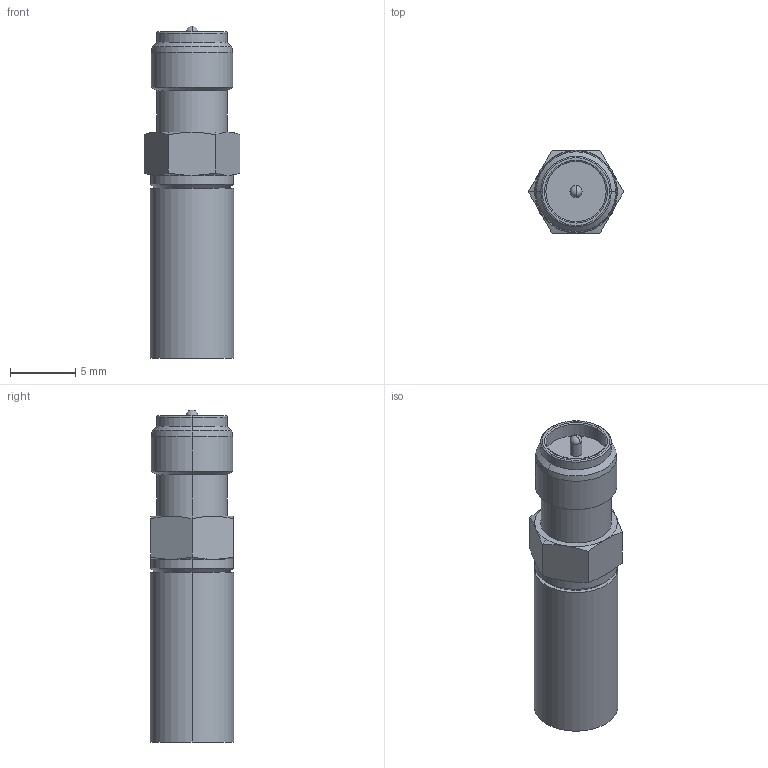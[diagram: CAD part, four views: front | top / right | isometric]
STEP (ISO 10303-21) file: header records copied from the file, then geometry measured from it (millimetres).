
FILE_DESCRIPTION (( 'STEP AP214' ), '1' );
FILE_NAME ('J01151R0021.STEP', '2018-11-15T12:32:37', ( '' ), ( '' ), 'SwSTEP 2.0', 'SolidWorks 2017', '' );
FILE_SCHEMA (( 'AUTOMOTIVE_DESIGN' ));
Length unit declared in the file: millimetre
Products named in the file (1): J01151R0021
Bounding box: 7.33 x 6.4 x 25.45 mm (x, y, z)
Volume: 581.9 mm3; surface area: 786.6 mm2
Topology: 1 solids, 1 shells, 66 faces, 139 edges, 80 vertices
Faces by surface type: cone 26, cylinder 20, plane 14, torus 4, sphere 2
Entity records: 2501 total; most frequent: CARTESIAN_POINT 364, DIRECTION 320, ORIENTED_EDGE 274, AXIS2_PLACEMENT_3D 140, EDGE_CURVE 137, VERTEX_POINT 80, CIRCLE 73, EDGE_LOOP 73
